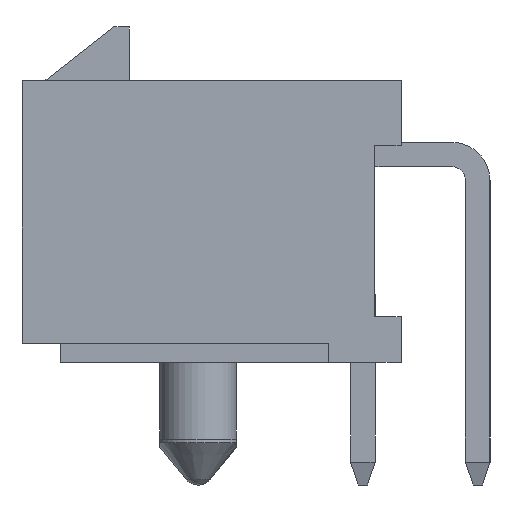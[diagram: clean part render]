
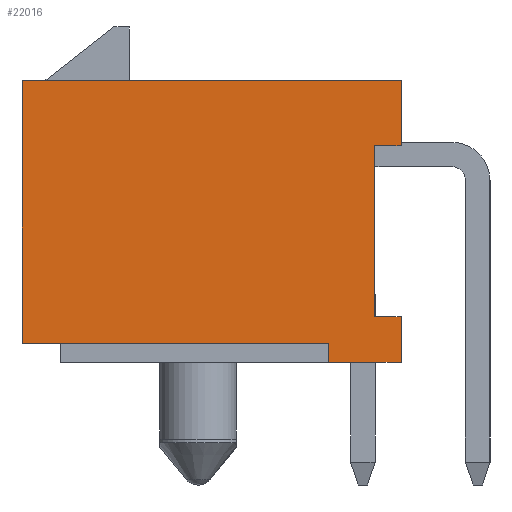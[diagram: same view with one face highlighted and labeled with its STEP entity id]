
A CAD part, left-side view. The second image highlights one B-rep face of the part: STEP entity #22016.
In plain terms, the highlighted planar face has unit normal (-1, 0, 0).
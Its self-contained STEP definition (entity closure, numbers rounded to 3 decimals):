
#2023=ORIENTED_EDGE('',*,*,#6060,.F.);
#2024=ORIENTED_EDGE('',*,*,#5872,.T.);
#2025=ORIENTED_EDGE('',*,*,#6135,.T.);
#2026=ORIENTED_EDGE('',*,*,#6136,.T.);
#2027=ORIENTED_EDGE('',*,*,#6137,.T.);
#2028=ORIENTED_EDGE('',*,*,#6138,.T.);
#2029=ORIENTED_EDGE('',*,*,#6139,.T.);
#2030=ORIENTED_EDGE('',*,*,#5928,.F.);
#2031=ORIENTED_EDGE('',*,*,#5923,.T.);
#2032=ORIENTED_EDGE('',*,*,#6140,.T.);
#5872=EDGE_CURVE('',#7941,#7940,#9486,.T.);
#5923=EDGE_CURVE('',#7979,#7981,#9537,.T.);
#5928=EDGE_CURVE('',#7979,#7984,#9542,.T.);
#6060=EDGE_CURVE('',#7941,#8071,#9665,.T.);
#6135=EDGE_CURVE('',#7940,#8126,#9740,.T.);
#6136=EDGE_CURVE('',#8126,#8127,#9741,.T.);
#6137=EDGE_CURVE('',#8127,#8128,#9742,.T.);
#6138=EDGE_CURVE('',#8128,#8129,#9743,.T.);
#6139=EDGE_CURVE('',#8129,#7984,#9744,.T.);
#6140=EDGE_CURVE('',#7981,#8071,#9745,.T.);
#7940=VERTEX_POINT('',#29961);
#7941=VERTEX_POINT('',#29963);
#7979=VERTEX_POINT('',#30064);
#7981=VERTEX_POINT('',#30068);
#7984=VERTEX_POINT('',#30078);
#8071=VERTEX_POINT('',#30326);
#8126=VERTEX_POINT('',#30484);
#8127=VERTEX_POINT('',#30486);
#8128=VERTEX_POINT('',#30488);
#8129=VERTEX_POINT('',#30490);
#9486=LINE('',#29962,#11591);
#9537=LINE('',#30069,#11642);
#9542=LINE('',#30079,#11647);
#9665=LINE('',#30332,#11770);
#9740=LINE('',#30483,#11845);
#9741=LINE('',#30485,#11846);
#9742=LINE('',#30487,#11847);
#9743=LINE('',#30489,#11848);
#9744=LINE('',#30491,#11849);
#9745=LINE('',#30492,#11850);
#11591=VECTOR('',#25314,1000.);
#11642=VECTOR('',#25395,1000.);
#11647=VECTOR('',#25404,1000.);
#11770=VECTOR('',#25595,1000.);
#11845=VECTOR('',#25716,1000.);
#11846=VECTOR('',#25717,1000.);
#11847=VECTOR('',#25718,1000.);
#11848=VECTOR('',#25719,1000.);
#11849=VECTOR('',#25720,1000.);
#11850=VECTOR('',#25721,1000.);
#13162=EDGE_LOOP('',(#2023,#2024,#2025,#2026,#2027,#2028,#2029,#2030,#2031,
#2032));
#14093=FACE_BOUND('',#13162,.T.);
#14960=PLANE('',#23023);
#22016=ADVANCED_FACE('',(#14093),#14960,.T.);
#23023=AXIS2_PLACEMENT_3D('',#30482,#25714,#25715);
#25314=DIRECTION('',(0.,-1.,0.));
#25395=DIRECTION('',(0.,0.,-1.));
#25404=DIRECTION('',(0.,-1.,0.));
#25595=DIRECTION('',(0.,0.,-1.));
#25714=DIRECTION('',(-1.,0.,0.));
#25715=DIRECTION('',(0.,0.,1.));
#25716=DIRECTION('',(0.,0.,-1.));
#25717=DIRECTION('',(0.,-1.,0.));
#25718=DIRECTION('',(0.,0.,1.));
#25719=DIRECTION('',(0.,1.,0.));
#25720=DIRECTION('',(0.,0.,-1.));
#25721=DIRECTION('',(0.,-1.,0.));
#29961=CARTESIAN_POINT('',(-16.85,-1.73,-4.25));
#29962=CARTESIAN_POINT('',(-16.85,2.73,-4.25));
#29963=CARTESIAN_POINT('',(-16.85,2.73,-4.25));
#30064=CARTESIAN_POINT('',(-16.85,3.93,-3.05));
#30068=CARTESIAN_POINT('',(-16.85,3.93,-4.95));
#30069=CARTESIAN_POINT('',(-16.85,3.93,-3.05));
#30078=CARTESIAN_POINT('',(-16.85,3.43,-3.05));
#30079=CARTESIAN_POINT('',(-16.85,3.93,-3.05));
#30326=CARTESIAN_POINT('',(-16.85,2.73,-4.95));
#30332=CARTESIAN_POINT('',(-16.85,2.73,-3.95));
#30482=CARTESIAN_POINT('',(-16.85,0.,0.));
#30483=CARTESIAN_POINT('',(-16.85,-1.73,-3.95));
#30484=CARTESIAN_POINT('',(-16.85,-1.73,-4.95));
#30485=CARTESIAN_POINT('',(-16.85,3.43,-4.95));
#30486=CARTESIAN_POINT('',(-16.85,-3.43,-4.95));
#30487=CARTESIAN_POINT('',(-16.85,-3.43,-4.95));
#30488=CARTESIAN_POINT('',(-16.85,-3.43,4.95));
#30489=CARTESIAN_POINT('',(-16.85,-3.43,4.95));
#30490=CARTESIAN_POINT('',(-16.85,3.43,4.95));
#30491=CARTESIAN_POINT('',(-16.85,3.43,4.95));
#30492=CARTESIAN_POINT('',(-16.85,3.43,-4.95));
